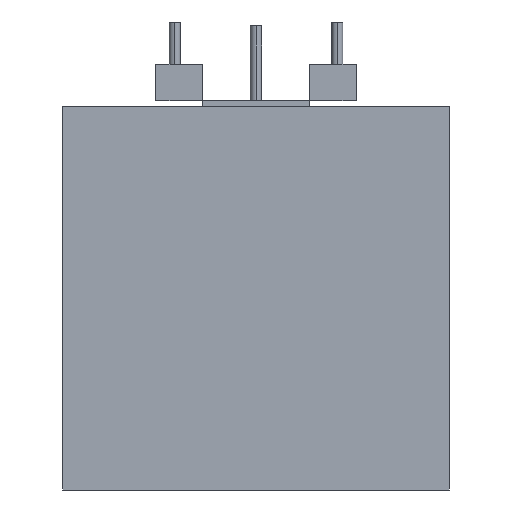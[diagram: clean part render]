
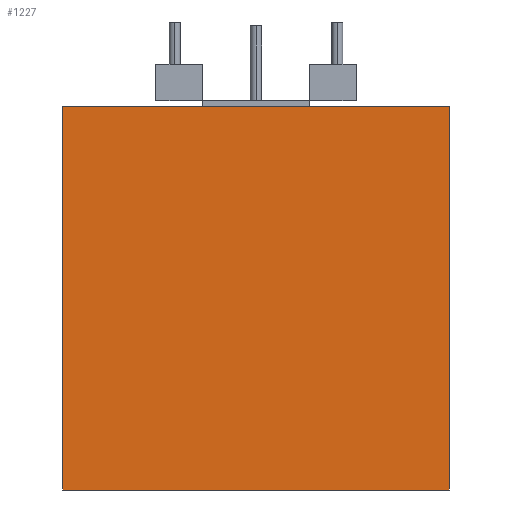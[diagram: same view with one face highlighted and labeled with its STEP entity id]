
A CAD part, left-side view. The second image highlights one B-rep face of the part: STEP entity #1227.
In plain terms, the highlighted free-form (B-spline) face has degree [1, 1] with [2, 2] control points.
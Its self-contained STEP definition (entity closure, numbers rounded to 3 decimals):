
#1142 = VERTEX_POINT('',#1143);
#1143 = CARTESIAN_POINT('',(-11.543,-17.527,
    -29.324));
#1156 = VERTEX_POINT('',#1157);
#1157 = CARTESIAN_POINT('',(-11.543,-17.527,
    5.39));
#1162 = EDGE_CURVE('',#1142,#1156,#1163,.T.);
#1163 = B_SPLINE_CURVE_WITH_KNOTS('',1,(#1164,#1165),.UNSPECIFIED.,.F.,
  .F.,(2,2),(49.397,90.297),.PIECEWISE_BEZIER_KNOTS.);
#1164 = CARTESIAN_POINT('',(-11.543,-17.527,
    -29.324));
#1165 = CARTESIAN_POINT('',(-11.543,-17.527,
    5.39));
#1204 = VERTEX_POINT('',#1205);
#1205 = CARTESIAN_POINT('',(-11.543,17.527,
    -29.324));
#1210 = EDGE_CURVE('',#1204,#1211,#1213,.T.);
#1211 = VERTEX_POINT('',#1212);
#1212 = CARTESIAN_POINT('',(-11.543,17.527,
    5.39));
#1213 = B_SPLINE_CURVE_WITH_KNOTS('',1,(#1214,#1215),.UNSPECIFIED.,.F.,
  .F.,(2,2),(49.397,90.297),.PIECEWISE_BEZIER_KNOTS.);
#1214 = CARTESIAN_POINT('',(-11.543,17.527,
    -29.324));
#1215 = CARTESIAN_POINT('',(-11.543,17.527,
    5.39));
#1227 = ADVANCED_FACE('',(#1228),#1242,.T.);
#1228 = FACE_BOUND('',#1229,.T.);
#1229 = EDGE_LOOP('',(#1230,#1235,#1236,#1241));
#1230 = ORIENTED_EDGE('',*,*,#1231,.F.);
#1231 = EDGE_CURVE('',#1142,#1204,#1232,.T.);
#1232 = B_SPLINE_CURVE_WITH_KNOTS('',1,(#1233,#1234),.UNSPECIFIED.,.F.,
  .F.,(2,2),(-41.1,0.2),.PIECEWISE_BEZIER_KNOTS.);
#1233 = CARTESIAN_POINT('',(-11.543,-17.527,
    -29.324));
#1234 = CARTESIAN_POINT('',(-11.543,17.527,
    -29.324));
#1235 = ORIENTED_EDGE('',*,*,#1162,.T.);
#1236 = ORIENTED_EDGE('',*,*,#1237,.F.);
#1237 = EDGE_CURVE('',#1211,#1156,#1238,.T.);
#1238 = B_SPLINE_CURVE_WITH_KNOTS('',1,(#1239,#1240),.UNSPECIFIED.,.F.,
  .F.,(2,2),(-0.2,41.1),.PIECEWISE_BEZIER_KNOTS.);
#1239 = CARTESIAN_POINT('',(-11.543,17.527,
    5.39));
#1240 = CARTESIAN_POINT('',(-11.543,-17.527,
    5.39));
#1241 = ORIENTED_EDGE('',*,*,#1210,.F.);
#1242 = B_SPLINE_SURFACE_WITH_KNOTS('',1,1,(
    (#1243,#1244)
    ,(#1245,#1246
    )),.UNSPECIFIED.,.F.,.F.,.F.,(2,2),(2,2),(49.397,
    90.297),(-41.1,0.2),.PIECEWISE_BEZIER_KNOTS.);
#1243 = CARTESIAN_POINT('',(-11.543,-17.527,
    -29.324));
#1244 = CARTESIAN_POINT('',(-11.543,17.527,
    -29.324));
#1245 = CARTESIAN_POINT('',(-11.543,-17.527,
    5.39));
#1246 = CARTESIAN_POINT('',(-11.543,17.527,
    5.39));
